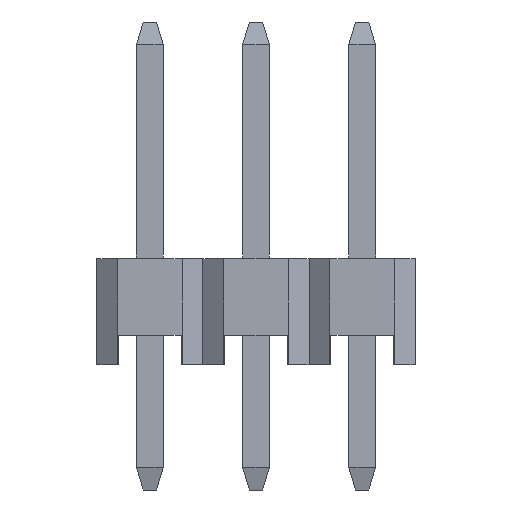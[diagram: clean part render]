
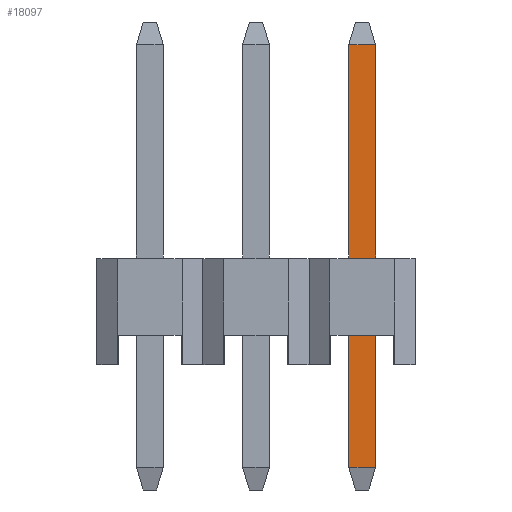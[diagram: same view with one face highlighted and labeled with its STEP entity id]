
A CAD part, left-side view. The second image highlights one B-rep face of the part: STEP entity #18097.
In plain terms, the highlighted planar face has unit normal (-1, 0, 0).
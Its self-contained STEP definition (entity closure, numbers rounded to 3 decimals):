
#17691 = B_SPLINE_SURFACE_WITH_KNOTS('',1,1,(
    (#17692,#17693)
    ,(#17694,#17695
    )),.UNSPECIFIED.,.F.,.F.,.F.,(2,2),(2,2),(0.,0.64),(0.,1.),
  .PIECEWISE_BEZIER_KNOTS.);
#17692 = CARTESIAN_POINT('',(-0.32,-0.32,-2.454));
#17693 = CARTESIAN_POINT('',(-0.16,-0.16,-3.));
#17694 = CARTESIAN_POINT('',(-0.32,0.32,-2.454));
#17695 = CARTESIAN_POINT('',(-0.16,0.16,-3.));
#17706 = VERTEX_POINT('',#17707);
#17707 = CARTESIAN_POINT('',(-0.32,0.32,-2.454));
#17723 = PLANE('',#17724);
#17724 = AXIS2_PLACEMENT_3D('',#17725,#17726,#17727);
#17725 = CARTESIAN_POINT('',(-0.32,0.32,-2.454));
#17726 = DIRECTION('',(0.,1.,0.));
#17727 = DIRECTION('',(1.,0.,0.));
#17833 = VERTEX_POINT('',#17834);
#17834 = CARTESIAN_POINT('',(-0.32,-0.32,-2.454));
#17848 = PLANE('',#17849);
#17849 = AXIS2_PLACEMENT_3D('',#17850,#17851,#17852);
#17850 = CARTESIAN_POINT('',(0.32,-0.32,-2.454));
#17851 = DIRECTION('',(0.,-1.,0.));
#17852 = DIRECTION('',(-1.,0.,0.));
#17885 = EDGE_CURVE('',#17833,#17706,#17886,.T.);
#17886 = SURFACE_CURVE('',#17887,(#17891,#17898),.PCURVE_S1.);
#17887 = LINE('',#17888,#17889);
#17888 = CARTESIAN_POINT('',(-0.32,-0.32,-2.454));
#17889 = VECTOR('',#17890,1.);
#17890 = DIRECTION('',(0.,1.,0.));
#17891 = PCURVE('',#17691,#17892);
#17892 = DEFINITIONAL_REPRESENTATION('',(#17893),#17897);
#17893 = LINE('',#17894,#17895);
#17894 = CARTESIAN_POINT('',(0.,0.));
#17895 = VECTOR('',#17896,1.);
#17896 = DIRECTION('',(1.,0.));
#17897 = ( GEOMETRIC_REPRESENTATION_CONTEXT(2) 
PARAMETRIC_REPRESENTATION_CONTEXT() REPRESENTATION_CONTEXT('2D SPACE',''
  ) );
#17898 = PCURVE('',#17899,#17904);
#17899 = PLANE('',#17900);
#17900 = AXIS2_PLACEMENT_3D('',#17901,#17902,#17903);
#17901 = CARTESIAN_POINT('',(-0.32,-0.32,-2.454));
#17902 = DIRECTION('',(-1.,0.,0.));
#17903 = DIRECTION('',(0.,1.,0.));
#17904 = DEFINITIONAL_REPRESENTATION('',(#17905),#17909);
#17905 = LINE('',#17906,#17907);
#17906 = CARTESIAN_POINT('',(0.,0.));
#17907 = VECTOR('',#17908,1.);
#17908 = DIRECTION('',(1.,0.));
#17909 = ( GEOMETRIC_REPRESENTATION_CONTEXT(2) 
PARAMETRIC_REPRESENTATION_CONTEXT() REPRESENTATION_CONTEXT('2D SPACE',''
  ) );
#17917 = EDGE_CURVE('',#17706,#17918,#17920,.T.);
#17918 = VERTEX_POINT('',#17919);
#17919 = CARTESIAN_POINT('',(-0.32,0.32,7.654));
#17920 = SURFACE_CURVE('',#17921,(#17925,#17932),.PCURVE_S1.);
#17921 = LINE('',#17922,#17923);
#17922 = CARTESIAN_POINT('',(-0.32,0.32,-2.454));
#17923 = VECTOR('',#17924,1.);
#17924 = DIRECTION('',(0.,0.,1.));
#17925 = PCURVE('',#17723,#17926);
#17926 = DEFINITIONAL_REPRESENTATION('',(#17927),#17931);
#17927 = LINE('',#17928,#17929);
#17928 = CARTESIAN_POINT('',(0.,0.));
#17929 = VECTOR('',#17930,1.);
#17930 = DIRECTION('',(0.,-1.));
#17931 = ( GEOMETRIC_REPRESENTATION_CONTEXT(2) 
PARAMETRIC_REPRESENTATION_CONTEXT() REPRESENTATION_CONTEXT('2D SPACE',''
  ) );
#17932 = PCURVE('',#17899,#17933);
#17933 = DEFINITIONAL_REPRESENTATION('',(#17934),#17938);
#17934 = LINE('',#17935,#17936);
#17935 = CARTESIAN_POINT('',(0.64,0.));
#17936 = VECTOR('',#17937,1.);
#17937 = DIRECTION('',(0.,-1.));
#17938 = ( GEOMETRIC_REPRESENTATION_CONTEXT(2) 
PARAMETRIC_REPRESENTATION_CONTEXT() REPRESENTATION_CONTEXT('2D SPACE',''
  ) );
#18049 = VERTEX_POINT('',#18050);
#18050 = CARTESIAN_POINT('',(-0.32,-0.32,7.654));
#18076 = EDGE_CURVE('',#17833,#18049,#18077,.T.);
#18077 = SURFACE_CURVE('',#18078,(#18082,#18089),.PCURVE_S1.);
#18078 = LINE('',#18079,#18080);
#18079 = CARTESIAN_POINT('',(-0.32,-0.32,-2.454));
#18080 = VECTOR('',#18081,1.);
#18081 = DIRECTION('',(0.,0.,1.));
#18082 = PCURVE('',#17848,#18083);
#18083 = DEFINITIONAL_REPRESENTATION('',(#18084),#18088);
#18084 = LINE('',#18085,#18086);
#18085 = CARTESIAN_POINT('',(0.64,0.));
#18086 = VECTOR('',#18087,1.);
#18087 = DIRECTION('',(0.,-1.));
#18088 = ( GEOMETRIC_REPRESENTATION_CONTEXT(2) 
PARAMETRIC_REPRESENTATION_CONTEXT() REPRESENTATION_CONTEXT('2D SPACE',''
  ) );
#18089 = PCURVE('',#17899,#18090);
#18090 = DEFINITIONAL_REPRESENTATION('',(#18091),#18095);
#18091 = LINE('',#18092,#18093);
#18092 = CARTESIAN_POINT('',(0.,0.));
#18093 = VECTOR('',#18094,1.);
#18094 = DIRECTION('',(0.,-1.));
#18095 = ( GEOMETRIC_REPRESENTATION_CONTEXT(2) 
PARAMETRIC_REPRESENTATION_CONTEXT() REPRESENTATION_CONTEXT('2D SPACE',''
  ) );
#18097 = ADVANCED_FACE('',(#18098),#17899,.T.);
#18098 = FACE_BOUND('',#18099,.T.);
#18099 = EDGE_LOOP('',(#18100,#18101,#18127,#18128));
#18100 = ORIENTED_EDGE('',*,*,#18076,.T.);
#18101 = ORIENTED_EDGE('',*,*,#18102,.T.);
#18102 = EDGE_CURVE('',#18049,#17918,#18103,.T.);
#18103 = SURFACE_CURVE('',#18104,(#18108,#18115),.PCURVE_S1.);
#18104 = LINE('',#18105,#18106);
#18105 = CARTESIAN_POINT('',(-0.32,-0.32,7.654));
#18106 = VECTOR('',#18107,1.);
#18107 = DIRECTION('',(0.,1.,0.));
#18108 = PCURVE('',#17899,#18109);
#18109 = DEFINITIONAL_REPRESENTATION('',(#18110),#18114);
#18110 = LINE('',#18111,#18112);
#18111 = CARTESIAN_POINT('',(0.,-10.108));
#18112 = VECTOR('',#18113,1.);
#18113 = DIRECTION('',(1.,0.));
#18114 = ( GEOMETRIC_REPRESENTATION_CONTEXT(2) 
PARAMETRIC_REPRESENTATION_CONTEXT() REPRESENTATION_CONTEXT('2D SPACE',''
  ) );
#18115 = PCURVE('',#18116,#18121);
#18116 = B_SPLINE_SURFACE_WITH_KNOTS('',1,1,(
    (#18117,#18118)
    ,(#18119,#18120
    )),.UNSPECIFIED.,.F.,.F.,.F.,(2,2),(2,2),(0.,0.64),(0.,1.),
  .PIECEWISE_BEZIER_KNOTS.);
#18117 = CARTESIAN_POINT('',(-0.32,-0.32,7.654));
#18118 = CARTESIAN_POINT('',(-0.16,-0.16,8.2));
#18119 = CARTESIAN_POINT('',(-0.32,0.32,7.654));
#18120 = CARTESIAN_POINT('',(-0.16,0.16,8.2));
#18121 = DEFINITIONAL_REPRESENTATION('',(#18122),#18126);
#18122 = LINE('',#18123,#18124);
#18123 = CARTESIAN_POINT('',(0.,0.));
#18124 = VECTOR('',#18125,1.);
#18125 = DIRECTION('',(1.,0.));
#18126 = ( GEOMETRIC_REPRESENTATION_CONTEXT(2) 
PARAMETRIC_REPRESENTATION_CONTEXT() REPRESENTATION_CONTEXT('2D SPACE',''
  ) );
#18127 = ORIENTED_EDGE('',*,*,#17917,.F.);
#18128 = ORIENTED_EDGE('',*,*,#17885,.F.);
